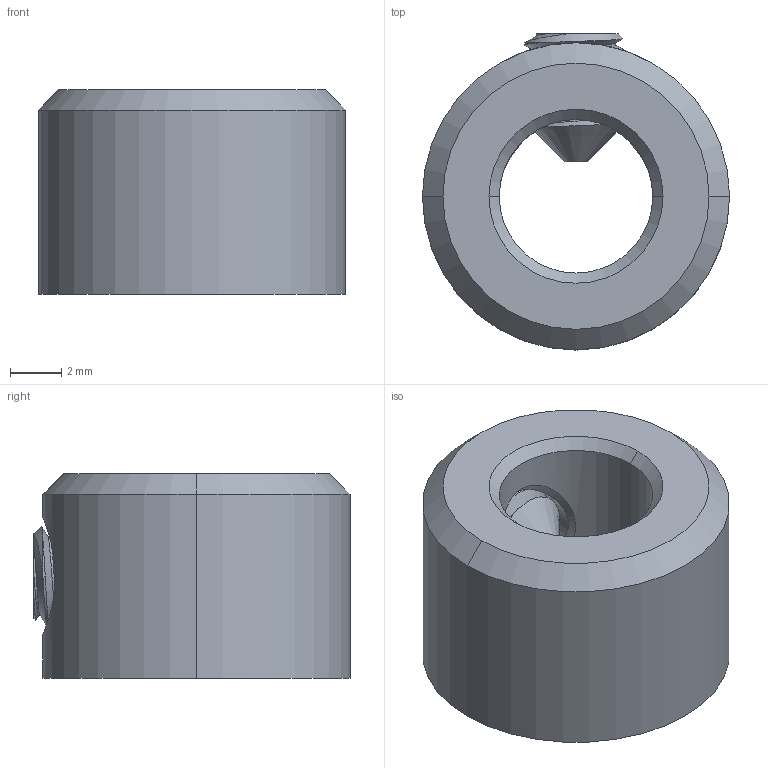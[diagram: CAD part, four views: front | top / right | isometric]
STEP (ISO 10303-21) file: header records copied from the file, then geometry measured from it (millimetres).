
FILE_DESCRIPTION (( 'STEP AP203' ), '1' );
FILE_NAME ('6056N14_Carbon Steel Set Screw Collar.STEP', '2023-09-18T12:42:07', ( 'Administrator' ), ( 'Managed by Terraform' ), 'SwSTEP 2.0', 'SolidWorks 2017', '' );
FILE_SCHEMA (( 'CONFIG_CONTROL_DESIGN' ));
Length unit declared in the file: millimetre
Products named in the file (1): 6056N14_Carbon Steel Set Screw Collar
Bounding box: 12 x 12.35 x 8 mm (x, y, z)
Volume: 660.4 mm3; surface area: 708.4 mm2
Topology: 2 solids, 2 shells, 52 faces, 120 edges, 73 vertices
Faces by surface type: cone 18, cylinder 16, plane 11, bspline 7
Entity records: 5123 total; most frequent: CARTESIAN_POINT 3998, ORIENTED_EDGE 240, DIRECTION 184, EDGE_CURVE 120, VERTEX_POINT 73, AXIS2_PLACEMENT_3D 73, EDGE_LOOP 57, FACE_OUTER_BOUND 52
